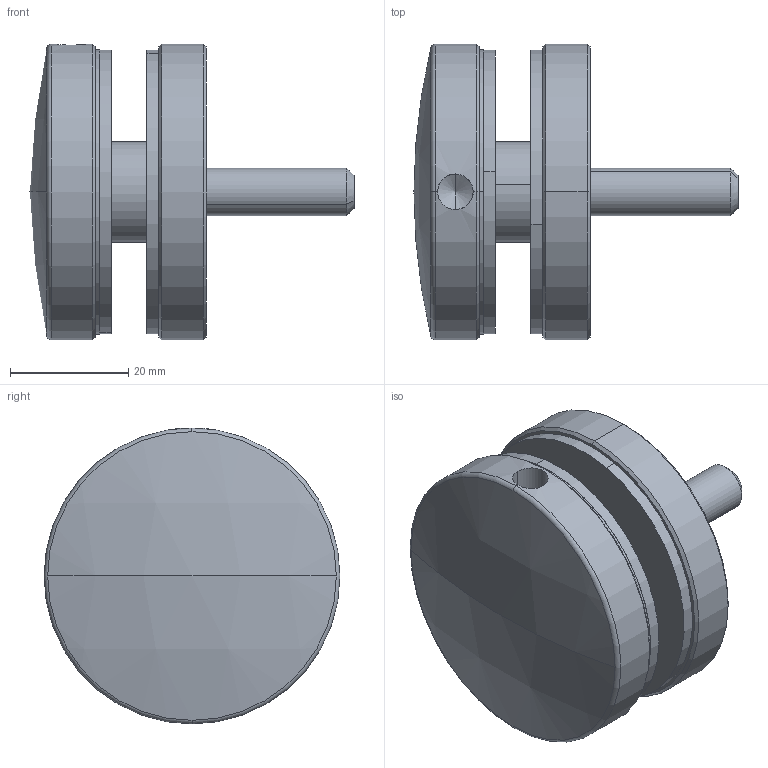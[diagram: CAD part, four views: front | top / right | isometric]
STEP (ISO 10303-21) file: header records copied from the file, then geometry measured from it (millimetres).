
FILE_DESCRIPTION (( 'STEP AP203' ), '1' );
FILE_NAME ('A_0747-000-S.STEP', '2024-06-10T08:57:30', ( '' ), ( '' ), 'SwSTEP 2.0', 'SolidWorks 2019', '' );
FILE_SCHEMA (( 'CONFIG_CONTROL_DESIGN' ));
Length unit declared in the file: millimetre
Products named in the file (7): A_0747-000-S.P3; A_0747-000-S.P4; DIN 913_M8x35_A2-70; A_0747-000-S.P1; A_0747-000-S.P5; A_0747-000-S.P2; A_0747-000-S
Assembly tree (6 placements, depth 2):
  A_0747-000-S
    A_0747-000-S.P1
    A_0747-000-S.P2
    A_0747-000-S.P3
    A_0747-000-S.P4
    DIN 913_M8x35_A2-70
    A_0747-000-S.P5
Bounding box: 54.75 x 50 x 50 mm (x, y, z)
Volume: 44430.8 mm3; surface area: 24022.7 mm2
Topology: 6 solids, 6 shells, 93 faces, 192 edges, 110 vertices
Faces by surface type: cone 33, cylinder 30, plane 26, torus 2, sphere 2
Entity records: 3269 total; most frequent: CARTESIAN_POINT 529, DIRECTION 478, ORIENTED_EDGE 372, AXIS2_PLACEMENT_3D 201, EDGE_CURVE 186, VERTEX_POINT 110, EDGE_LOOP 106, CIRCLE 99
